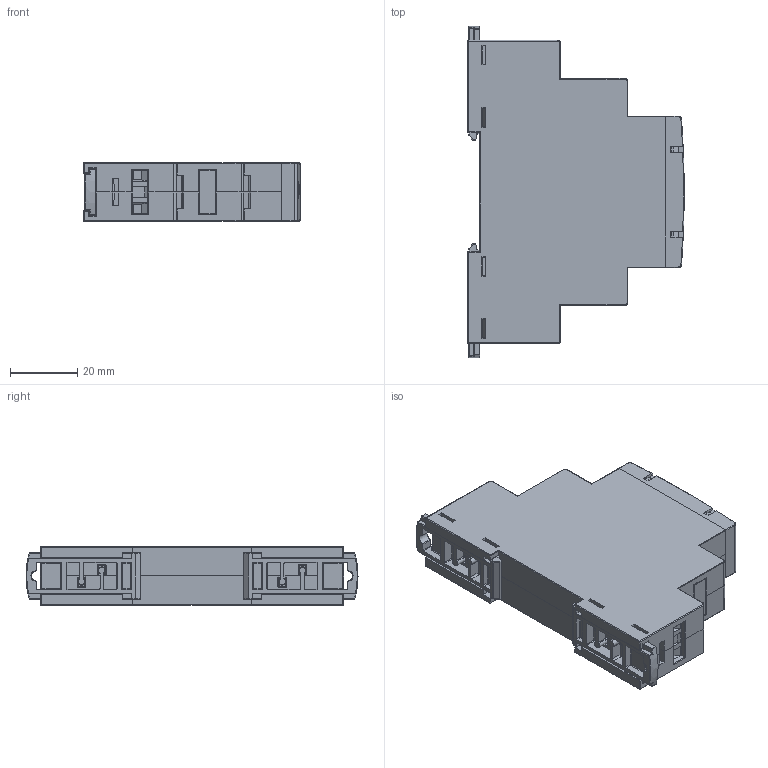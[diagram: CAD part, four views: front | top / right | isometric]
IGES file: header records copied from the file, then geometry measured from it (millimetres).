
Start section: SolidWorks IGES file using analytic representation for surfaces
Global section: file name: RPC-1AS-A230.IGS; native system: SolidWorks 2020; preprocessor: SolidWorks 2020; author: Kniterp; date: 200504.074536; units: millimetre
Bounding box: 64.24 x 98.6 x 17.5 mm (x, y, z)
Surface area: 38235.8 mm2 (no closed solid volume)
Topology: 0 solids, 0 shells, 1971 faces, 17258 edges, 17238 vertices
Faces by surface type: bspline 1425, revolution 546
